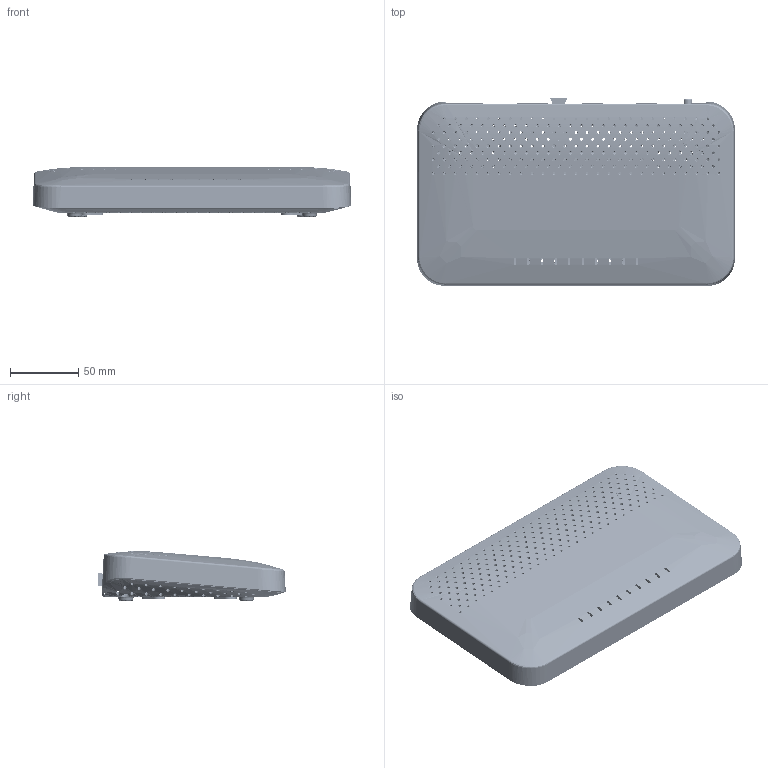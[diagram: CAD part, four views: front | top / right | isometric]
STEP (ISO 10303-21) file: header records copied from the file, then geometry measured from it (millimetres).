
FILE_DESCRIPTION (( 'STEP AP214' ), '1' );
FILE_NAME ('NTU-RG-5420G-Wac.STEP', '2025-05-28T04:28:19', ( '' ), ( '' ), 'SwSTEP 2.0', 'SolidWorks 2023', '' );
FILE_SCHEMA (( 'AUTOMOTIVE_DESIGN' ));
Length unit declared in the file: millimetre
Products named in the file (18): NTU-RG-5420G-Wac; __USBV_USBV; __NTU5441.002_black NTU-RG5440; __SCH-1A_SCH-1A with optic; __SWT42_SWT42_SWT-42-4.3; __Plastic Case NTU5441_NTU5440_black; __LPJE8014NNL_LPJE8014NNL_Link-PP INT''L LPJE8014NNL; __DJK_02A_DJK_02A_DJK-02; __ПП NTU-RG-5421G-WZ rev.C (4v0); __SWT42_SWT42_Switronic 07135; __NTP.004; __decorativ panel NTU-RG-5440G-WZ; __LPJE401NNL_LPJE401NNL; __PS-22F03_PS-22F03_PS-22F03 Wanshfa (UP); __NTP_004_NTP_004; __3M SJ5012; __SC417_SC417; __NTU5441.001_NTU5440 black
Assembly tree (21 placements, depth 4):
  NTU-RG-5420G-Wac
    __ПП NTU-RG-5421G-WZ rev.C (4v0)
      __USBV_USBV
      __SWT42_SWT42_Switronic 07135  x2
      __SWT42_SWT42_SWT-42-4.3
      __DJK_02A_DJK_02A_DJK-02
      __LPJE401NNL_LPJE401NNL
      __LPJE8014NNL_LPJE8014NNL_Link-PP INT''L LPJE8014NNL
      __NTP_004_NTP_004
        __SCH-1A_SCH-1A with optic
        __NTP.004
      __PS-22F03_PS-22F03_PS-22F03 Wanshfa (UP)
    __Plastic Case NTU5441_NTU5440_black
      __NTU5441.002_black NTU-RG5440
      __NTU5441.001_NTU5440 black
    __decorativ panel NTU-RG-5440G-WZ
    __3M SJ5012  x4
    __SC417_SC417
Bounding box: 233.7 x 137.82 x 36.43 mm (x, y, z)
Volume: 163224.8 mm3; surface area: 196407.6 mm2
Topology: 33 solids, 33 shells, 7530 faces, 19247 edges, 12422 vertices
Faces by surface type: plane 2263, bspline 2030, cone 1308, cylinder 1177, torus 750, sphere 2
Entity records: 428888 total; most frequent: CARTESIAN_POINT 261549, ORIENTED_EDGE 38018, DIRECTION 28256, EDGE_CURVE 19009, VERTEX_POINT 12274, AXIS2_PLACEMENT_3D 10735, EDGE_LOOP 9505, FACE_OUTER_BOUND 7427
